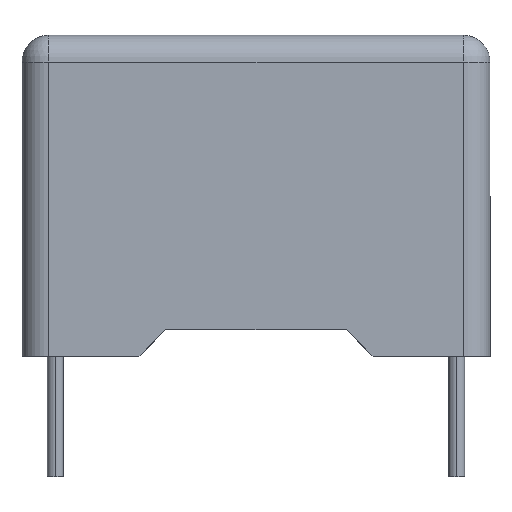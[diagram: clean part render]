
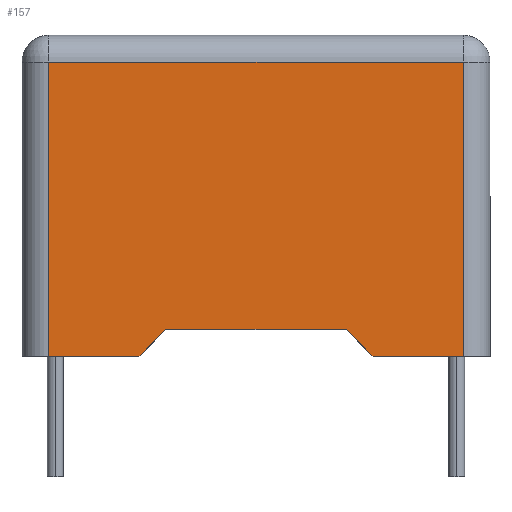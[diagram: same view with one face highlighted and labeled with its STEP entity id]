
A CAD part, top view. The second image highlights one B-rep face of the part: STEP entity #157.
In plain terms, the highlighted planar face has unit normal (0, 0, 1).
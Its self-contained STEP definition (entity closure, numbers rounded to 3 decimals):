
#39 = DIRECTION ( 'NONE',  ( 0., 1., 0. ) ) ;
#42 = DIRECTION ( 'NONE',  ( 0., -1., 0. ) ) ;
#46 = CARTESIAN_POINT ( 'NONE',  ( -3.375, 1., 2.5 ) ) ;
#65 = CARTESIAN_POINT ( 'NONE',  ( 3.375, 1., 2.5 ) ) ;
#94 = ORIENTED_EDGE ( 'NONE', *, *, #1257, .T. ) ;
#99 = LINE ( 'NONE', #1245, #375 ) ;
#114 = VERTEX_POINT ( 'NONE', #187 ) ;
#120 = CARTESIAN_POINT ( 'NONE',  ( -8.75, 0., 2.5 ) ) ;
#141 = CARTESIAN_POINT ( 'NONE',  ( -4.375, 0., 2.5 ) ) ;
#157 = ADVANCED_FACE ( 'NONE', ( #678 ), #670, .T. ) ;
#183 = DIRECTION ( 'NONE',  ( 0., 0., 1. ) ) ;
#187 = CARTESIAN_POINT ( 'NONE',  ( 7.75, 11., 2.5 ) ) ;
#188 = LINE ( 'NONE', #258, #1017 ) ;
#210 = EDGE_CURVE ( 'NONE', #738, #1050, #99, .T. ) ;
#224 = LINE ( 'NONE', #120, #1416 ) ;
#258 = CARTESIAN_POINT ( 'NONE',  ( 4.375, 0., 2.5 ) ) ;
#278 = ORIENTED_EDGE ( 'NONE', *, *, #470, .T. ) ;
#312 = EDGE_CURVE ( 'NONE', #1050, #506, #188, .T. ) ;
#334 = CARTESIAN_POINT ( 'NONE',  ( -7.75, 11., 2.5 ) ) ;
#357 = DIRECTION ( 'NONE',  ( 1., 0., 0. ) ) ;
#375 = VECTOR ( 'NONE', #1370, 1000. ) ;
#409 = CARTESIAN_POINT ( 'NONE',  ( -3.375, 1., 2.5 ) ) ;
#428 = DIRECTION ( 'NONE',  ( 1., 0., 0. ) ) ;
#454 = AXIS2_PLACEMENT_3D ( 'NONE', #547, #183, #1467 ) ;
#456 = EDGE_LOOP ( 'NONE', ( #868, #278, #575, #888, #94, #1449, #1120, #1402 ) ) ;
#470 = EDGE_CURVE ( 'NONE', #1459, #922, #1348, .T. ) ;
#506 = VERTEX_POINT ( 'NONE', #1427 ) ;
#510 = CARTESIAN_POINT ( 'NONE',  ( 7.75, 11., 2.5 ) ) ;
#547 = CARTESIAN_POINT ( 'NONE',  ( 7.75, 11., 2.5 ) ) ;
#571 = LINE ( 'NONE', #409, #953 ) ;
#575 = ORIENTED_EDGE ( 'NONE', *, *, #1032, .T. ) ;
#587 = VECTOR ( 'NONE', #1380, 1000. ) ;
#612 = CARTESIAN_POINT ( 'NONE',  ( 4.375, 0., 2.5 ) ) ;
#668 = VECTOR ( 'NONE', #39, 1000. ) ;
#670 = PLANE ( 'NONE',  #454 ) ;
#678 = FACE_OUTER_BOUND ( 'NONE', #456, .T. ) ;
#723 = VECTOR ( 'NONE', #42, 1000. ) ;
#731 = CARTESIAN_POINT ( 'NONE',  ( -7.75, 0., 2.5 ) ) ;
#738 = VERTEX_POINT ( 'NONE', #65 ) ;
#796 = CARTESIAN_POINT ( 'NONE',  ( -7.75, 11., 2.5 ) ) ;
#809 = DIRECTION ( 'NONE',  ( 1., 0., 0. ) ) ;
#833 = LINE ( 'NONE', #334, #587 ) ;
#851 = EDGE_CURVE ( 'NONE', #114, #1459, #833, .T. ) ;
#868 = ORIENTED_EDGE ( 'NONE', *, *, #851, .T. ) ;
#888 = ORIENTED_EDGE ( 'NONE', *, *, #1180, .T. ) ;
#922 = VERTEX_POINT ( 'NONE', #1385 ) ;
#948 = DIRECTION ( 'NONE',  ( 0.707, 0.707, 0. ) ) ;
#953 = VECTOR ( 'NONE', #428, 1000. ) ;
#1017 = VECTOR ( 'NONE', #357, 1000. ) ;
#1032 = EDGE_CURVE ( 'NONE', #922, #1421, #224, .T. ) ;
#1034 = CARTESIAN_POINT ( 'NONE',  ( -4.375, 0., 2.5 ) ) ;
#1050 = VERTEX_POINT ( 'NONE', #612 ) ;
#1082 = EDGE_CURVE ( 'NONE', #506, #114, #1493, .T. ) ;
#1120 = ORIENTED_EDGE ( 'NONE', *, *, #312, .T. ) ;
#1128 = VERTEX_POINT ( 'NONE', #46 ) ;
#1171 = LINE ( 'NONE', #141, #1394 ) ;
#1180 = EDGE_CURVE ( 'NONE', #1421, #1128, #1171, .T. ) ;
#1245 = CARTESIAN_POINT ( 'NONE',  ( 3.375, 1., 2.5 ) ) ;
#1257 = EDGE_CURVE ( 'NONE', #1128, #738, #571, .T. ) ;
#1348 = LINE ( 'NONE', #731, #723 ) ;
#1370 = DIRECTION ( 'NONE',  ( 0.707, -0.707, 0. ) ) ;
#1380 = DIRECTION ( 'NONE',  ( -1., 0., 0. ) ) ;
#1385 = CARTESIAN_POINT ( 'NONE',  ( -7.75, 0., 2.5 ) ) ;
#1394 = VECTOR ( 'NONE', #948, 1000. ) ;
#1402 = ORIENTED_EDGE ( 'NONE', *, *, #1082, .T. ) ;
#1416 = VECTOR ( 'NONE', #809, 1000. ) ;
#1421 = VERTEX_POINT ( 'NONE', #1034 ) ;
#1427 = CARTESIAN_POINT ( 'NONE',  ( 7.75, 0., 2.5 ) ) ;
#1449 = ORIENTED_EDGE ( 'NONE', *, *, #210, .T. ) ;
#1459 = VERTEX_POINT ( 'NONE', #796 ) ;
#1467 = DIRECTION ( 'NONE',  ( 1., 0., 0. ) ) ;
#1493 = LINE ( 'NONE', #510, #668 ) ;
